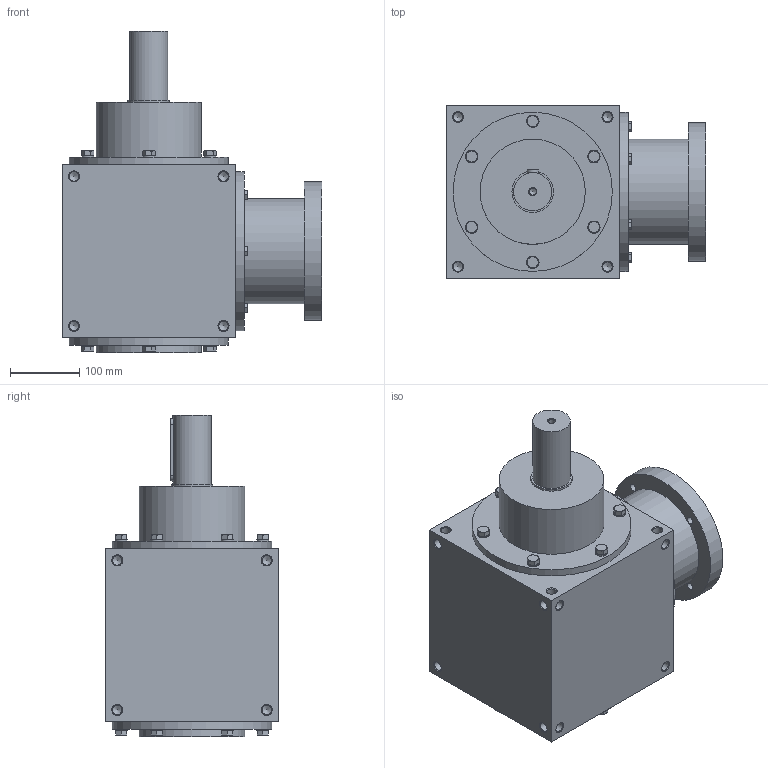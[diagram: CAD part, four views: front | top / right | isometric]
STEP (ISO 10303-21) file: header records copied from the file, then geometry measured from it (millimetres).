
FILE_DESCRIPTION( ( 'STEP AP214' ), '1' );
FILE_NAME( 'MRX250_MS32_R.1_1.5_132_B14.stp', '2018-08-15T13:28:12', ( '' ), ( '' ), ' ', 'PARTsolutions', ' ' );
FILE_SCHEMA( ( 'AUTOMOTIVE_DESIGN { 1 0 10303 214 1 1 1 1 }' ) );
Length unit declared in the file: millimetre
Products named in the file (6): MRX250_MS32_R.1/1.5_132/B14; _MRX250320-case; _MRX250_12-flange; _250-fl_screw; _RC_RR250-screw; _RC250-shaft
Assembly tree (21 placements, depth 2):
  MRX250_MS32_R.1/1.5_132/B14
    _MRX250320-case
    _MRX250_12-flange
    _250-fl_screw  x6
    _RC_RR250-screw  x12
    _RC250-shaft
Bounding box: 375 x 250 x 465 mm (x, y, z)
Volume: 21036418.6 mm3; surface area: 733748.3 mm2
Topology: 21 solids, 21 shells, 553 faces, 1296 edges, 765 vertices
Faces by surface type: plane 315, cone 158, cylinder 80
Full cylindrical faces by diameter (mm): 10.106 x1, 11 x4, 13.835 x48, 17.5 x12, 55 x1, 56 x1, 60 x2, 130 x1, 152 x3, 200 x1, 230 x3
Entity records: 6764 total; most frequent: CARTESIAN_POINT 1027, DIRECTION 946, ORIENTED_EDGE 648, AXIS2_PLACEMENT_3D 440, EDGE_CURVE 324, EDGE_LOOP 322, VERTEX_POINT 269, FACE_OUTER_BOUND 252
